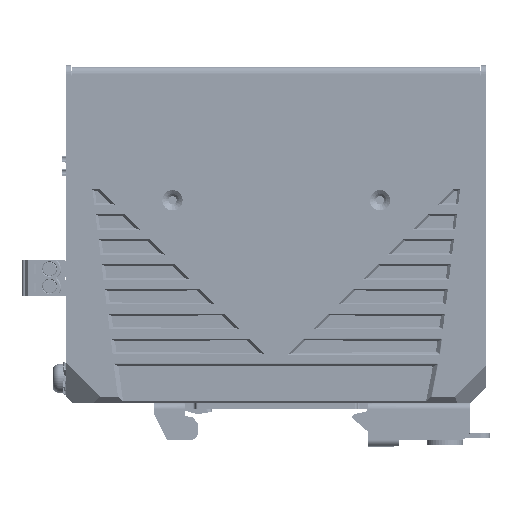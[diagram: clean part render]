
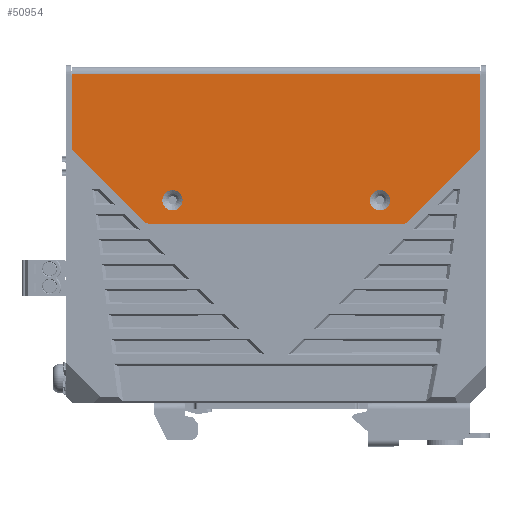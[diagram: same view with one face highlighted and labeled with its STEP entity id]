
A CAD part, left-side view. The second image highlights one B-rep face of the part: STEP entity #50954.
In plain terms, the highlighted planar face has unit normal (-1, 0, 0).
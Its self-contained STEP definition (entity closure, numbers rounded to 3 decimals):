
#47239=DIRECTION('',(0.,1.,0.));
#47240=VECTOR('',#47239,78.6);
#47241=CARTESIAN_POINT('',(-8.9,-39.3,0.85));
#47242=LINE('',#47241,#47240);
#47247=DIRECTION('',(0.,-0.707,0.707));
#47248=VECTOR('',#47247,19.809);
#47249=CARTESIAN_POINT('',(-8.9,-25.293,-27.707));
#47250=LINE('',#47249,#47248);
#47251=CARTESIAN_POINT('',(-8.9,-24.586,-27.));
#47252=DIRECTION('',(-1.,0.,0.));
#47253=DIRECTION('',(0.,0.,-1.));
#47254=AXIS2_PLACEMENT_3D('',#47251,#47252,#47253);
#47256=CARTESIAN_POINT('',(-8.9,24.586,-27.));
#47257=DIRECTION('',(-1.,0.,0.));
#47258=DIRECTION('',(0.,0.707,-0.707));
#47259=AXIS2_PLACEMENT_3D('',#47256,#47257,#47258);
#47261=DIRECTION('',(0.,-0.707,-0.707));
#47262=VECTOR('',#47261,19.809);
#47263=CARTESIAN_POINT('',(-8.9,39.3,-13.7));
#47264=LINE('',#47263,#47262);
#47265=CARTESIAN_POINT('',(-8.9,-20.,-23.5));
#47266=DIRECTION('',(1.,0.,0.));
#47267=DIRECTION('',(0.,0.,-1.));
#47268=AXIS2_PLACEMENT_3D('',#47265,#47266,#47267);
#47270=CARTESIAN_POINT('',(-8.9,-20.,-23.5));
#47271=DIRECTION('',(1.,0.,0.));
#47272=DIRECTION('',(0.,0.,1.));
#47273=AXIS2_PLACEMENT_3D('',#47270,#47271,#47272);
#47275=CARTESIAN_POINT('',(-8.9,20.,-23.5));
#47276=DIRECTION('',(1.,0.,0.));
#47277=DIRECTION('',(0.,0.,-1.));
#47278=AXIS2_PLACEMENT_3D('',#47275,#47276,#47277);
#47280=CARTESIAN_POINT('',(-8.9,20.,-23.5));
#47281=DIRECTION('',(1.,0.,0.));
#47282=DIRECTION('',(0.,0.,1.));
#47283=AXIS2_PLACEMENT_3D('',#47280,#47281,#47282);
#47289=DIRECTION('',(0.,0.,1.));
#47290=VECTOR('',#47289,14.55);
#47291=CARTESIAN_POINT('',(-8.9,-39.3,-13.7));
#47292=LINE('',#47291,#47290);
#49931=DIRECTION('',(0.,0.,1.));
#49932=VECTOR('',#49931,14.55);
#49933=CARTESIAN_POINT('',(-8.9,39.3,-13.7));
#49934=LINE('',#49933,#49932);
#49947=DIRECTION('',(0.,-1.,0.));
#49948=VECTOR('',#49947,49.172);
#49949=CARTESIAN_POINT('',(-8.9,24.586,-28.));
#49950=LINE('',#49949,#49948);
#50773=CARTESIAN_POINT('',(-8.9,39.3,0.85));
#50774=VERTEX_POINT('',#50773);
#50777=CARTESIAN_POINT('',(-8.9,-39.3,0.85));
#50778=VERTEX_POINT('',#50777);
#50779=CARTESIAN_POINT('',(-8.9,-25.293,-27.707));
#50780=CARTESIAN_POINT('',(-8.9,-39.3,-13.7));
#50781=VERTEX_POINT('',#50779);
#50782=VERTEX_POINT('',#50780);
#50783=CARTESIAN_POINT('',(-8.9,-24.586,-28.));
#50784=VERTEX_POINT('',#50783);
#50785=CARTESIAN_POINT('',(-8.9,24.586,-28.));
#50786=VERTEX_POINT('',#50785);
#50787=CARTESIAN_POINT('',(-8.9,25.293,-27.707));
#50788=VERTEX_POINT('',#50787);
#50789=CARTESIAN_POINT('',(-8.9,39.3,-13.7));
#50790=VERTEX_POINT('',#50789);
#50791=CARTESIAN_POINT('',(-8.9,-20.,-25.45));
#50792=CARTESIAN_POINT('',(-8.9,-20.,-21.55));
#50793=VERTEX_POINT('',#50791);
#50794=VERTEX_POINT('',#50792);
#50795=CARTESIAN_POINT('',(-8.9,20.,-25.45));
#50796=CARTESIAN_POINT('',(-8.9,20.,-21.55));
#50797=VERTEX_POINT('',#50795);
#50798=VERTEX_POINT('',#50796);
#50920=CARTESIAN_POINT('',(-8.9,0.,-13.575));
#50921=DIRECTION('',(1.,0.,0.));
#50922=DIRECTION('',(0.,1.,0.));
#50923=AXIS2_PLACEMENT_3D('',#50920,#50921,#50922);
#50924=PLANE('',#50923);
#50926=ORIENTED_EDGE('',*,*,#50925,.F.);
#50928=ORIENTED_EDGE('',*,*,#50927,.F.);
#50930=ORIENTED_EDGE('',*,*,#50929,.F.);
#50932=ORIENTED_EDGE('',*,*,#50931,.F.);
#50934=ORIENTED_EDGE('',*,*,#50933,.F.);
#50936=ORIENTED_EDGE('',*,*,#50935,.T.);
#50937=ORIENTED_EDGE('',*,*,#50903,.F.);
#50939=ORIENTED_EDGE('',*,*,#50938,.F.);
#50940=EDGE_LOOP('',(#50926,#50928,#50930,#50932,#50934,#50936,#50937,#50939));
#50941=FACE_OUTER_BOUND('',#50940,.F.);
#50943=ORIENTED_EDGE('',*,*,#50942,.F.);
#50945=ORIENTED_EDGE('',*,*,#50944,.F.);
#50946=EDGE_LOOP('',(#50943,#50945));
#50947=FACE_BOUND('',#50946,.F.);
#50949=ORIENTED_EDGE('',*,*,#50948,.F.);
#50951=ORIENTED_EDGE('',*,*,#50950,.F.);
#50952=EDGE_LOOP('',(#50949,#50951));
#50953=FACE_BOUND('',#50952,.F.);
#47255=CIRCLE('',#47254,1.);
#47260=CIRCLE('',#47259,1.);
#47269=CIRCLE('',#47268,1.95);
#47274=CIRCLE('',#47273,1.95);
#47279=CIRCLE('',#47278,1.95);
#47284=CIRCLE('',#47283,1.95);
#50903=EDGE_CURVE('',#50778,#50774,#47242,.T.);
#50925=EDGE_CURVE('',#50781,#50782,#47250,.T.);
#50927=EDGE_CURVE('',#50784,#50781,#47255,.T.);
#50929=EDGE_CURVE('',#50786,#50784,#49950,.T.);
#50931=EDGE_CURVE('',#50788,#50786,#47260,.T.);
#50933=EDGE_CURVE('',#50790,#50788,#47264,.T.);
#50935=EDGE_CURVE('',#50790,#50774,#49934,.T.);
#50938=EDGE_CURVE('',#50782,#50778,#47292,.T.);
#50942=EDGE_CURVE('',#50793,#50794,#47269,.T.);
#50944=EDGE_CURVE('',#50794,#50793,#47274,.T.);
#50948=EDGE_CURVE('',#50797,#50798,#47279,.T.);
#50950=EDGE_CURVE('',#50798,#50797,#47284,.T.);
#50954=ADVANCED_FACE('',(#50941,#50947,#50953),#50924,.F.);
